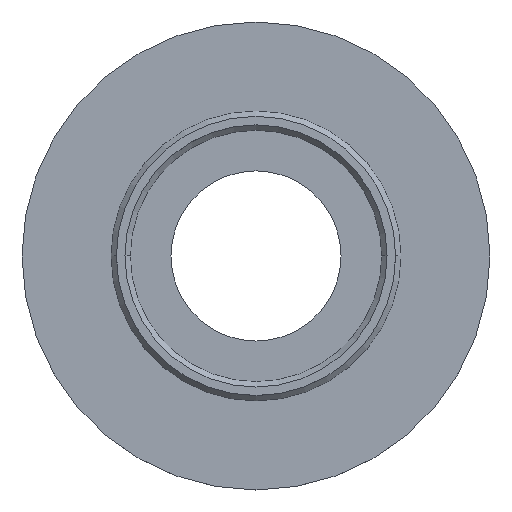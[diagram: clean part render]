
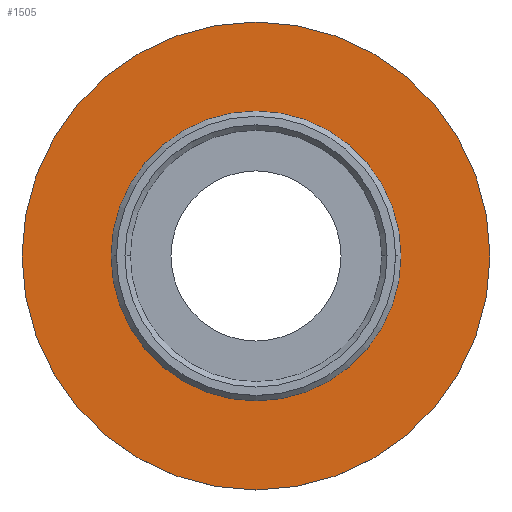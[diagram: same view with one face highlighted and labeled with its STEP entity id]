
A CAD part, top view. The second image highlights one B-rep face of the part: STEP entity #1505.
In plain terms, the highlighted planar face has unit normal (0, 0, 1).
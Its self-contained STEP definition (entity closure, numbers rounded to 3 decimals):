
#77 = CARTESIAN_POINT ( 'NONE',  ( 0., 0., 2. ) ) ;
#181 = AXIS2_PLACEMENT_3D ( 'NONE', #4109, #3114, #6320 ) ;
#301 = FACE_OUTER_BOUND ( 'NONE', #1542, .T. ) ;
#597 = DIRECTION ( 'NONE',  ( 1., 0., 0. ) ) ;
#737 = AXIS2_PLACEMENT_3D ( 'NONE', #3018, #5030, #1862 ) ;
#852 = CARTESIAN_POINT ( 'NONE',  ( -27.25, 0., 2. ) ) ;
#1230 = ORIENTED_EDGE ( 'NONE', *, *, #1299, .T. ) ;
#1299 = EDGE_CURVE ( 'NONE', #2990, #3093, #5476, .T. ) ;
#1479 = CARTESIAN_POINT ( 'NONE',  ( 0., 0., 2. ) ) ;
#1489 = ORIENTED_EDGE ( 'NONE', *, *, #4528, .T. ) ;
#1505 = ADVANCED_FACE ( 'NONE', ( #6682, #301 ), #3509, .T. ) ;
#1527 = VERTEX_POINT ( 'NONE', #5596 ) ;
#1542 = EDGE_LOOP ( 'NONE', ( #1230, #1489 ) ) ;
#1862 = DIRECTION ( 'NONE',  ( 1., 0., 0. ) ) ;
#2245 = DIRECTION ( 'NONE',  ( 0., 0., 1. ) ) ;
#2381 = DIRECTION ( 'NONE',  ( 0., 0., 1. ) ) ;
#2493 = AXIS2_PLACEMENT_3D ( 'NONE', #6400, #2245, #4865 ) ;
#2531 = CIRCLE ( 'NONE', #737, 27.25 ) ;
#2793 = DIRECTION ( 'NONE',  ( 0., 0., 1. ) ) ;
#2794 = CARTESIAN_POINT ( 'NONE',  ( 44., 0., 2. ) ) ;
#2990 = VERTEX_POINT ( 'NONE', #4752 ) ;
#3018 = CARTESIAN_POINT ( 'NONE',  ( 0., 0., 2. ) ) ;
#3093 = VERTEX_POINT ( 'NONE', #2794 ) ;
#3114 = DIRECTION ( 'NONE',  ( 0., 0., -1. ) ) ;
#3509 = PLANE ( 'NONE',  #5714 ) ;
#4000 = DIRECTION ( 'NONE',  ( 1., 0., 0. ) ) ;
#4109 = CARTESIAN_POINT ( 'NONE',  ( 0., 0., 2. ) ) ;
#4215 = ORIENTED_EDGE ( 'NONE', *, *, #4620, .T. ) ;
#4303 = CIRCLE ( 'NONE', #181, 27.25 ) ;
#4528 = EDGE_CURVE ( 'NONE', #3093, #2990, #5198, .T. ) ;
#4592 = VERTEX_POINT ( 'NONE', #852 ) ;
#4620 = EDGE_CURVE ( 'NONE', #1527, #4592, #2531, .T. ) ;
#4696 = EDGE_CURVE ( 'NONE', #4592, #1527, #4303, .T. ) ;
#4752 = CARTESIAN_POINT ( 'NONE',  ( -44., 0., 2. ) ) ;
#4865 = DIRECTION ( 'NONE',  ( 1., 0., 0. ) ) ;
#5030 = DIRECTION ( 'NONE',  ( 0., 0., -1. ) ) ;
#5198 = CIRCLE ( 'NONE', #5648, 44. ) ;
#5476 = CIRCLE ( 'NONE', #2493, 44. ) ;
#5596 = CARTESIAN_POINT ( 'NONE',  ( 27.25, 0., 2. ) ) ;
#5648 = AXIS2_PLACEMENT_3D ( 'NONE', #77, #2793, #597 ) ;
#5714 = AXIS2_PLACEMENT_3D ( 'NONE', #1479, #2381, #4000 ) ;
#6320 = DIRECTION ( 'NONE',  ( 1., 0., 0. ) ) ;
#6400 = CARTESIAN_POINT ( 'NONE',  ( 0., 0., 2. ) ) ;
#6609 = EDGE_LOOP ( 'NONE', ( #6622, #4215 ) ) ;
#6622 = ORIENTED_EDGE ( 'NONE', *, *, #4696, .T. ) ;
#6682 = FACE_BOUND ( 'NONE', #6609, .T. ) ;
